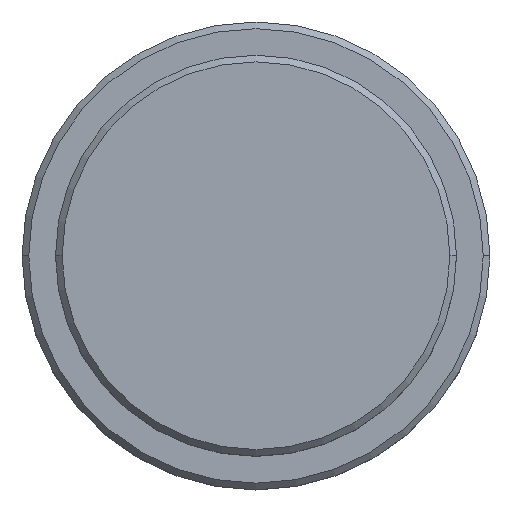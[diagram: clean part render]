
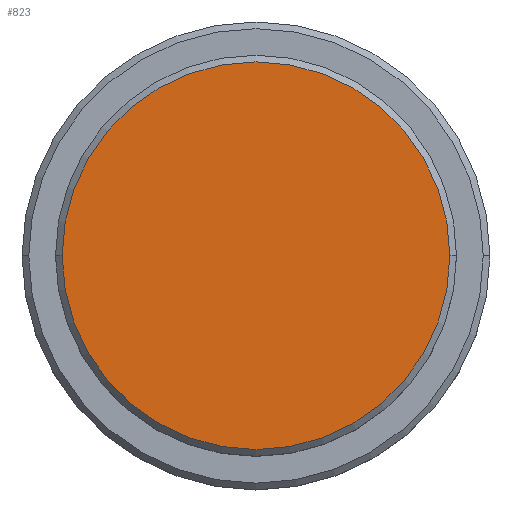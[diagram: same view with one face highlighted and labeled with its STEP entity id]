
A CAD part, top view. The second image highlights one B-rep face of the part: STEP entity #823.
In plain terms, the highlighted planar face has unit normal (0, 0, 1).
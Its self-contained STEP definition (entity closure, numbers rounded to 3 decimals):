
#62 = DIRECTION ( 'NONE',  ( 0., 0., 1. ) ) ;
#168 = FACE_OUTER_BOUND ( 'NONE', #1117, .T. ) ;
#280 = CARTESIAN_POINT ( 'NONE',  ( 0., 0., 0. ) ) ;
#395 = DIRECTION ( 'NONE',  ( 0., 0., 1. ) ) ;
#480 = CIRCLE ( 'NONE', #1083, 14.5 ) ;
#552 = DIRECTION ( 'NONE',  ( 1., 0., 0. ) ) ;
#708 = EDGE_CURVE ( 'NONE', #775, #780, #726, .T. ) ;
#723 = EDGE_CURVE ( 'NONE', #780, #775, #480, .T. ) ;
#726 = CIRCLE ( 'NONE', #1299, 14.5 ) ;
#775 = VERTEX_POINT ( 'NONE', #1233 ) ;
#780 = VERTEX_POINT ( 'NONE', #1271 ) ;
#823 = ADVANCED_FACE ( 'NONE', ( #168 ), #1369, .T. ) ;
#837 = DIRECTION ( 'NONE',  ( 1., 0., 0. ) ) ;
#858 = AXIS2_PLACEMENT_3D ( 'NONE', #1242, #1167, #1054 ) ;
#956 = ORIENTED_EDGE ( 'NONE', *, *, #708, .T. ) ;
#1054 = DIRECTION ( 'NONE',  ( 1., 0., 0. ) ) ;
#1083 = AXIS2_PLACEMENT_3D ( 'NONE', #280, #395, #552 ) ;
#1117 = EDGE_LOOP ( 'NONE', ( #1267, #956 ) ) ;
#1167 = DIRECTION ( 'NONE',  ( 0., 0., 1. ) ) ;
#1233 = CARTESIAN_POINT ( 'NONE',  ( 14.5, 0., 0. ) ) ;
#1242 = CARTESIAN_POINT ( 'NONE',  ( 0., 0., 0. ) ) ;
#1267 = ORIENTED_EDGE ( 'NONE', *, *, #723, .T. ) ;
#1271 = CARTESIAN_POINT ( 'NONE',  ( -14.5, 0., 0. ) ) ;
#1299 = AXIS2_PLACEMENT_3D ( 'NONE', #1384, #62, #837 ) ;
#1369 = PLANE ( 'NONE',  #858 ) ;
#1384 = CARTESIAN_POINT ( 'NONE',  ( 0., 0., 0. ) ) ;
